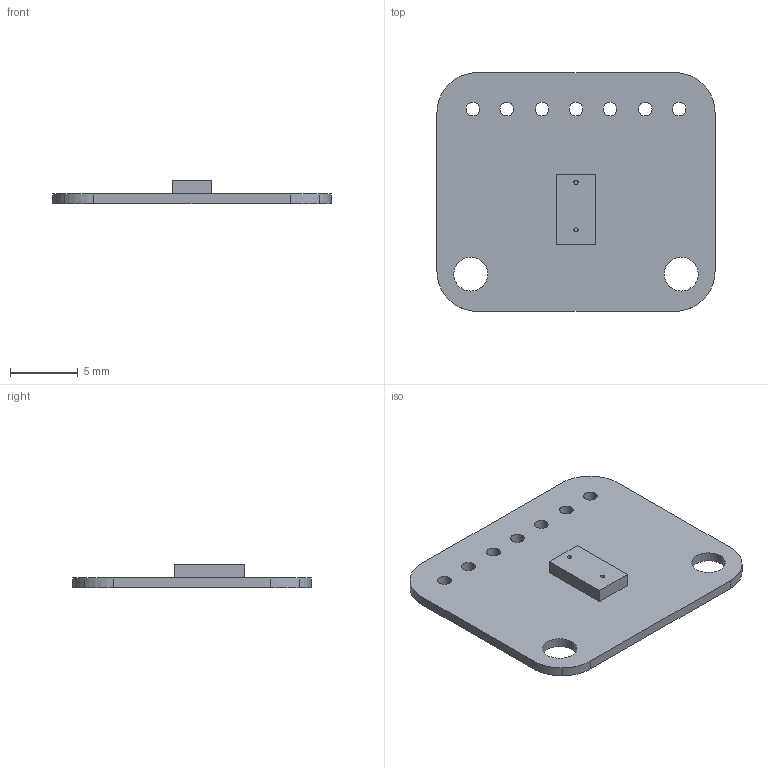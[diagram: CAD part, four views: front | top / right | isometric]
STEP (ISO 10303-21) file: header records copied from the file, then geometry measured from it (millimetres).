
FILE_DESCRIPTION(('STEP AP214'),'1');
FILE_NAME('VL6180X-Time_of_Flight_Sensor.stp','2017-04-12T11:05:04',(' '),(' '),'Spatial InterOp 3D',' ',' ');
FILE_SCHEMA(('automotive_design'));
Length unit declared in the file: millimetre
Products named in the file (1): VL6180X-Time_of_Flight_Sensor
Bounding box: 20.5 x 17.6 x 1.71 mm (x, y, z)
Volume: 256.3 mm3; surface area: 769.8 mm2
Topology: 1 solids, 1 shells, 43 faces, 114 edges, 76 vertices
Faces by surface type: cylinder 30, plane 13
Entity records: 1764 total; most frequent: DIRECTION 262, CARTESIAN_POINT 234, ORIENTED_EDGE 228, EDGE_CURVE 114, AXIS2_PLACEMENT_3D 104, VERTEX_POINT 76, EDGE_LOOP 64, CIRCLE 60
